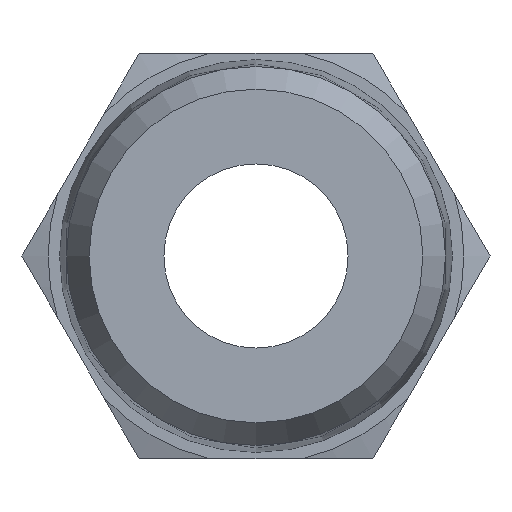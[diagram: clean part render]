
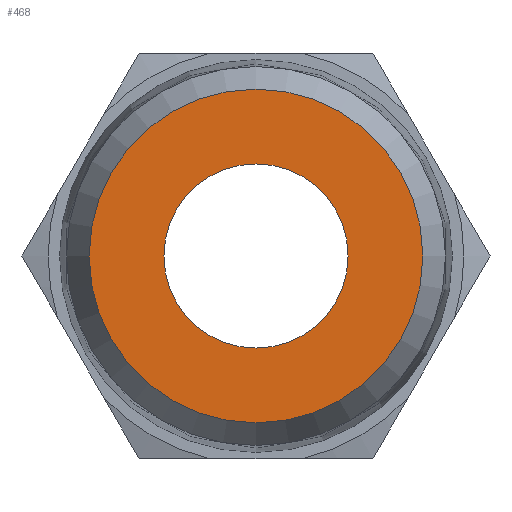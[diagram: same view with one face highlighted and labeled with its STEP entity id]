
A CAD part, front view. The second image highlights one B-rep face of the part: STEP entity #468.
In plain terms, the highlighted planar face has unit normal (0, -1, 0).
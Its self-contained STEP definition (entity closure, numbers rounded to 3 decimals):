
#61=PLANE('',#529);
#86=CIRCLE('',#528,9.059);
#87=CIRCLE('',#530,4.999);
#162=ORIENTED_EDGE('',*,*,#273,.F.);
#163=ORIENTED_EDGE('',*,*,#272,.T.);
#272=EDGE_CURVE('',#324,#324,#86,.T.);
#273=EDGE_CURVE('',#325,#325,#87,.T.);
#324=VERTEX_POINT('',#853);
#325=VERTEX_POINT('',#856);
#378=EDGE_LOOP('',(#162));
#379=EDGE_LOOP('',(#163));
#418=FACE_BOUND('',#378,.T.);
#419=FACE_BOUND('',#379,.T.);
#468=ADVANCED_FACE('',(#418,#419),#61,.F.);
#528=AXIS2_PLACEMENT_3D('',#852,#630,#631);
#529=AXIS2_PLACEMENT_3D('',#854,#632,#633);
#530=AXIS2_PLACEMENT_3D('',#855,#634,#635);
#630=DIRECTION('',(0.,-1.,0.));
#631=DIRECTION('',(0.,0.,-1.));
#632=DIRECTION('',(0.,1.,0.));
#633=DIRECTION('',(0.,0.,1.));
#634=DIRECTION('',(0.,-1.,0.));
#635=DIRECTION('',(0.,0.,-1.));
#852=CARTESIAN_POINT('',(0.,0.,0.));
#853=CARTESIAN_POINT('',(0.,0.,-9.059));
#854=CARTESIAN_POINT('',(9.059,0.,0.));
#855=CARTESIAN_POINT('',(0.,0.,0.));
#856=CARTESIAN_POINT('',(0.,0.,-4.999));
